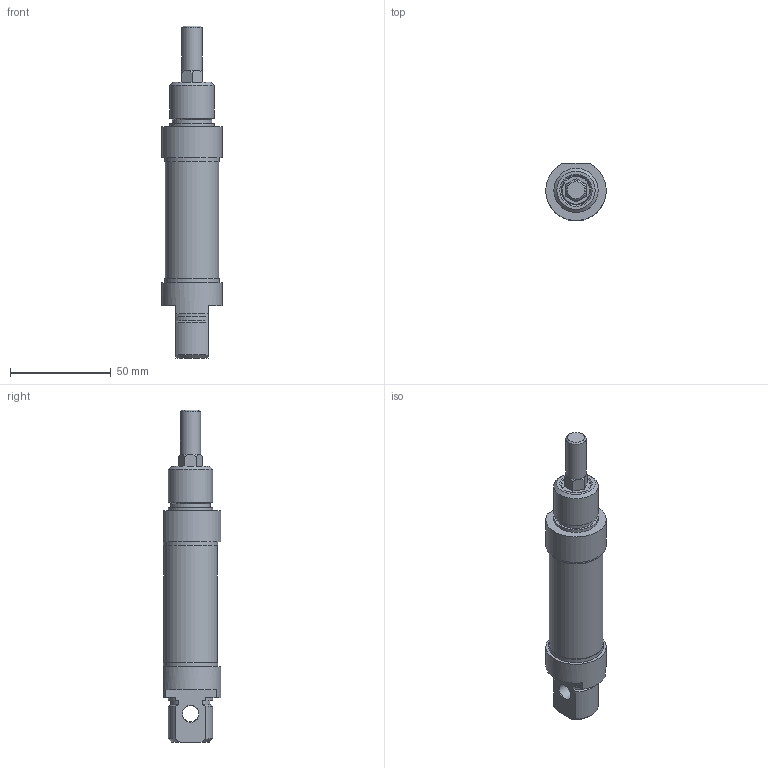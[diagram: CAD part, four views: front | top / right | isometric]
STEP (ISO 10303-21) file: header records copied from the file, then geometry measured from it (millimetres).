
FILE_DESCRIPTION((''),'2;1');
FILE_NAME('ODMA025.025.GS.M.stp','2017-03-09T16:32:39',('carlo.corazza'),(''),'Autodesk Inventor 2013','Autodesk Inventor 2013','');
FILE_SCHEMA(('AUTOMOTIVE_DESIGN { 1 0 10303 214 1 1 1 1 }'));
Length unit declared in the file: millimetre
Products named in the file (5): ODMA025..GS.M; CORPO-025; TP; STELO-025; TA
Assembly tree (4 placements, depth 2):
  ODMA025..GS.M
    CORPO-025
    TP
    STELO-025
    TA
Bounding box: 30 x 28.45 x 165 mm (x, y, z)
Volume: 43553.7 mm3; surface area: 25163.7 mm2
Topology: 4 solids, 5 shells, 137 faces, 378 edges, 257 vertices
Faces by surface type: plane 67, cylinder 32, cone 26, torus 12
Full cylindrical faces by diameter (mm): 8 x2, 8.566 x2, 10 x1, 14 x1, 14.1 x1, 16.1 x1, 16.2 x1, 19.7 x1, 22 x2, 25 x1, 26.5 x1, 27 x2
Entity records: 4411 total; most frequent: CARTESIAN_POINT 939, ORIENTED_EDGE 664, DIRECTION 649, EDGE_CURVE 332, AXIS2_PLACEMENT_3D 255, VERTEX_POINT 249, EDGE_LOOP 191, VECTOR 139
